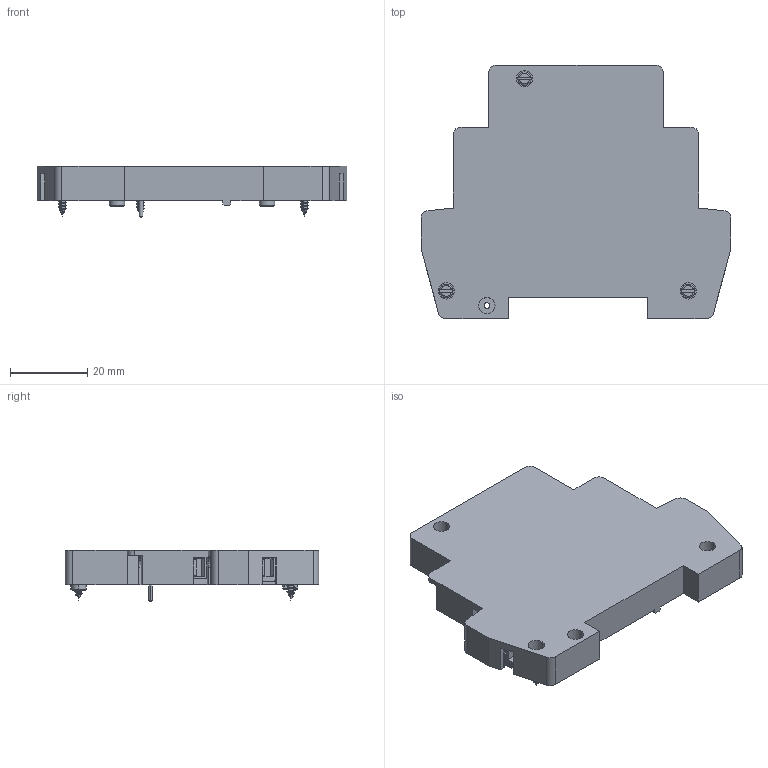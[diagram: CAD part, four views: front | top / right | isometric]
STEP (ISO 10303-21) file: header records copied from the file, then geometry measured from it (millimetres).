
FILE_DESCRIPTION(('Creo Elements/Direct Modeling STEP Export'),'2;1');
FILE_NAME('BD900002--Hilfskontakt1O_1S_schraubbar.stp','2019-09-26T11:00:16',(''),(''),'Creo Elements/Direct Modeling STEP processor for AP214 (Solid Model)','Creo Elements/Direct Modeling 20.0C 26-Jan-2018 (C) Parametric Technology GmbH','');
FILE_SCHEMA(('AUTOMOTIVE_DESIGN { 1 0 10303 214 1 1 1 1 }'));
Products named in the file (2): HK_FI_3D-Dummy
Assembly tree (1 placements, depth 2):
  HK_FI_3D-Dummy
    HK_FI_3D-Dummy
Bounding box: 80 x 65.5 x 13.2 mm (x, y, z)
Volume: 29840.1 mm3; surface area: 19199.9 mm2
Topology: 1 solids, 1 shells, 981 faces, 2831 edges, 1852 vertices
Faces by surface type: plane 517, cylinder 319, cone 72, bspline 56, sphere 8, torus 6, revolution 3
Entity records: 61029 total; most frequent: CARTESIAN_POINT 36810, ORIENTED_EDGE 5618, DIRECTION 4360, EDGE_CURVE 2809, VERTEX_POINT 1852, AXIS2_PLACEMENT_3D 1464, VECTOR 1429, LINE 1429
